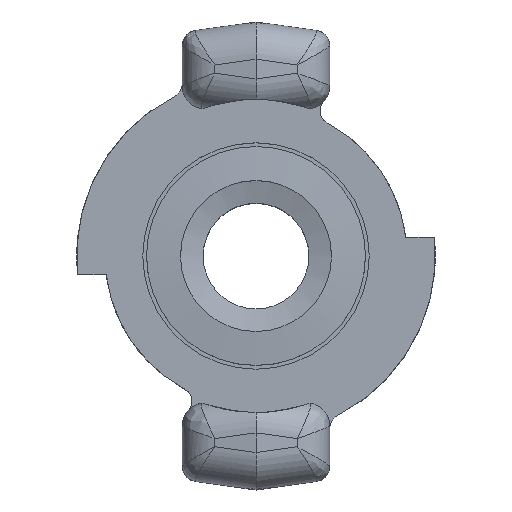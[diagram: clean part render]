
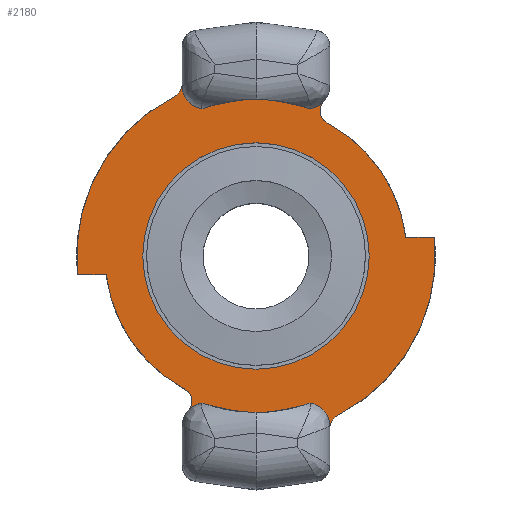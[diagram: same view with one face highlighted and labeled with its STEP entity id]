
A CAD part, top view. The second image highlights one B-rep face of the part: STEP entity #2180.
In plain terms, the highlighted planar face has unit normal (0, 0, 1).
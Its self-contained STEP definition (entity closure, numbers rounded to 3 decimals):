
#206=FACE_BOUND('',#406,.T.);
#215=PLANE('',#2371);
#278=FACE_OUTER_BOUND('',#405,.T.);
#405=EDGE_LOOP('',(#1561,#1562,#1563,#1564,#1565,#1566,#1567,#1568,#1569,
#1570,#1571,#1572,#1573,#1574,#1575,#1576,#1577,#1578));
#406=EDGE_LOOP('',(#1579,#1580));
#537=LINE('',#4158,#653);
#538=LINE('',#4162,#654);
#539=LINE('',#4167,#655);
#540=LINE('',#4173,#656);
#541=LINE('',#4177,#657);
#542=LINE('',#4182,#658);
#653=VECTOR('',#2742,10.);
#654=VECTOR('',#2745,10.);
#655=VECTOR('',#2750,10.);
#656=VECTOR('',#2755,10.);
#657=VECTOR('',#2758,10.);
#658=VECTOR('',#2763,10.);
#745=CIRCLE('',#2312,20.);
#747=CIRCLE('',#2314,20.);
#769=CIRCLE('',#2372,25.5);
#770=CIRCLE('',#2373,2.);
#771=CIRCLE('',#2374,23.75);
#772=CIRCLE('',#2375,1.835);
#773=CIRCLE('',#2376,3.);
#774=CIRCLE('',#2377,25.5);
#775=CIRCLE('',#2378,2.);
#776=CIRCLE('',#2379,23.75);
#777=CIRCLE('',#2380,1.835);
#778=CIRCLE('',#2381,3.);
#779=CIRCLE('',#2382,15.);
#780=CIRCLE('',#2383,15.);
#864=VERTEX_POINT('',#3461);
#865=VERTEX_POINT('',#3463);
#868=VERTEX_POINT('',#3487);
#869=VERTEX_POINT('',#3489);
#944=VERTEX_POINT('',#4156);
#945=VERTEX_POINT('',#4157);
#946=VERTEX_POINT('',#4159);
#947=VERTEX_POINT('',#4161);
#948=VERTEX_POINT('',#4163);
#949=VERTEX_POINT('',#4165);
#950=VERTEX_POINT('',#4168);
#951=VERTEX_POINT('',#4170);
#952=VERTEX_POINT('',#4172);
#953=VERTEX_POINT('',#4174);
#954=VERTEX_POINT('',#4176);
#955=VERTEX_POINT('',#4178);
#956=VERTEX_POINT('',#4180);
#957=VERTEX_POINT('',#4183);
#958=VERTEX_POINT('',#4186);
#959=VERTEX_POINT('',#4187);
#1076=EDGE_CURVE('',#864,#865,#745,.T.);
#1081=EDGE_CURVE('',#868,#869,#747,.T.);
#1179=EDGE_CURVE('',#944,#945,#537,.T.);
#1180=EDGE_CURVE('',#944,#946,#769,.T.);
#1181=EDGE_CURVE('',#947,#946,#538,.T.);
#1182=EDGE_CURVE('',#948,#947,#770,.T.);
#1183=EDGE_CURVE('',#949,#948,#771,.T.);
#1184=EDGE_CURVE('',#865,#949,#539,.T.);
#1185=EDGE_CURVE('',#950,#864,#772,.T.);
#1186=EDGE_CURVE('',#951,#950,#773,.T.);
#1187=EDGE_CURVE('',#952,#951,#540,.T.);
#1188=EDGE_CURVE('',#952,#953,#774,.T.);
#1189=EDGE_CURVE('',#954,#953,#541,.T.);
#1190=EDGE_CURVE('',#955,#954,#775,.T.);
#1191=EDGE_CURVE('',#956,#955,#776,.T.);
#1192=EDGE_CURVE('',#869,#956,#542,.T.);
#1193=EDGE_CURVE('',#957,#868,#777,.T.);
#1194=EDGE_CURVE('',#945,#957,#778,.T.);
#1195=EDGE_CURVE('',#958,#959,#779,.T.);
#1196=EDGE_CURVE('',#959,#958,#780,.T.);
#1561=ORIENTED_EDGE('',*,*,#1179,.F.);
#1562=ORIENTED_EDGE('',*,*,#1180,.T.);
#1563=ORIENTED_EDGE('',*,*,#1181,.F.);
#1564=ORIENTED_EDGE('',*,*,#1182,.F.);
#1565=ORIENTED_EDGE('',*,*,#1183,.F.);
#1566=ORIENTED_EDGE('',*,*,#1184,.F.);
#1567=ORIENTED_EDGE('',*,*,#1076,.F.);
#1568=ORIENTED_EDGE('',*,*,#1185,.F.);
#1569=ORIENTED_EDGE('',*,*,#1186,.F.);
#1570=ORIENTED_EDGE('',*,*,#1187,.F.);
#1571=ORIENTED_EDGE('',*,*,#1188,.T.);
#1572=ORIENTED_EDGE('',*,*,#1189,.F.);
#1573=ORIENTED_EDGE('',*,*,#1190,.F.);
#1574=ORIENTED_EDGE('',*,*,#1191,.F.);
#1575=ORIENTED_EDGE('',*,*,#1192,.F.);
#1576=ORIENTED_EDGE('',*,*,#1081,.F.);
#1577=ORIENTED_EDGE('',*,*,#1193,.F.);
#1578=ORIENTED_EDGE('',*,*,#1194,.F.);
#1579=ORIENTED_EDGE('',*,*,#1195,.F.);
#1580=ORIENTED_EDGE('',*,*,#1196,.F.);
#2180=ADVANCED_FACE('',(#278,#206),#215,.F.);
#2312=AXIS2_PLACEMENT_3D('',#3464,#2593,#2594);
#2314=AXIS2_PLACEMENT_3D('',#3490,#2599,#2600);
#2371=AXIS2_PLACEMENT_3D('',#4155,#2740,#2741);
#2372=AXIS2_PLACEMENT_3D('',#4160,#2743,#2744);
#2373=AXIS2_PLACEMENT_3D('',#4164,#2746,#2747);
#2374=AXIS2_PLACEMENT_3D('',#4166,#2748,#2749);
#2375=AXIS2_PLACEMENT_3D('',#4169,#2751,#2752);
#2376=AXIS2_PLACEMENT_3D('',#4171,#2753,#2754);
#2377=AXIS2_PLACEMENT_3D('',#4175,#2756,#2757);
#2378=AXIS2_PLACEMENT_3D('',#4179,#2759,#2760);
#2379=AXIS2_PLACEMENT_3D('',#4181,#2761,#2762);
#2380=AXIS2_PLACEMENT_3D('',#4184,#2764,#2765);
#2381=AXIS2_PLACEMENT_3D('',#4185,#2766,#2767);
#2382=AXIS2_PLACEMENT_3D('',#4188,#2768,#2769);
#2383=AXIS2_PLACEMENT_3D('',#4189,#2770,#2771);
#2593=DIRECTION('center_axis',(0.,0.,-1.));
#2594=DIRECTION('ref_axis',(0.,1.,0.));
#2599=DIRECTION('center_axis',(0.,0.,-1.));
#2600=DIRECTION('ref_axis',(0.,1.,0.));
#2740=DIRECTION('center_axis',(0.,0.,-1.));
#2741=DIRECTION('ref_axis',(-1.,0.,0.));
#2742=DIRECTION('',(0.,-1.,0.));
#2743=DIRECTION('center_axis',(0.,0.,1.));
#2744=DIRECTION('ref_axis',(-1.,0.,0.));
#2745=DIRECTION('',(0.,1.,0.));
#2746=DIRECTION('center_axis',(0.,0.,1.));
#2747=DIRECTION('ref_axis',(0.853,-0.521,0.));
#2748=DIRECTION('center_axis',(0.,0.,-1.));
#2749=DIRECTION('ref_axis',(-0.411,0.912,0.));
#2750=DIRECTION('',(-1.,0.,0.));
#2751=DIRECTION('center_axis',(0.,0.,1.));
#2752=DIRECTION('ref_axis',(0.741,-0.671,0.));
#2753=DIRECTION('center_axis',(0.,0.,-1.));
#2754=DIRECTION('ref_axis',(-0.755,0.656,0.));
#2755=DIRECTION('',(0.,1.,0.));
#2756=DIRECTION('center_axis',(0.,0.,1.));
#2757=DIRECTION('ref_axis',(-1.,0.,0.));
#2758=DIRECTION('',(0.,-1.,0.));
#2759=DIRECTION('center_axis',(0.,0.,1.));
#2760=DIRECTION('ref_axis',(-0.853,0.521,0.));
#2761=DIRECTION('center_axis',(0.,0.,-1.));
#2762=DIRECTION('ref_axis',(0.411,-0.912,0.));
#2763=DIRECTION('',(1.,0.,0.));
#2764=DIRECTION('center_axis',(0.,0.,1.));
#2765=DIRECTION('ref_axis',(-0.741,0.671,0.));
#2766=DIRECTION('center_axis',(0.,0.,-1.));
#2767=DIRECTION('ref_axis',(0.755,-0.656,0.));
#2768=DIRECTION('center_axis',(0.,0.,1.));
#2769=DIRECTION('ref_axis',(-1.,0.,0.));
#2770=DIRECTION('center_axis',(0.,0.,1.));
#2771=DIRECTION('ref_axis',(-1.,0.,0.));
#3461=CARTESIAN_POINT('',(-9.466,-17.618,-5.114));
#3463=CARTESIAN_POINT('',(-19.843,-2.5,-5.114));
#3464=CARTESIAN_POINT('Origin',(0.,0.,-5.114));
#3487=CARTESIAN_POINT('',(9.466,17.618,-5.114));
#3489=CARTESIAN_POINT('',(19.843,2.5,-5.114));
#3490=CARTESIAN_POINT('Origin',(0.,0.,-5.114));
#4155=CARTESIAN_POINT('Origin',(-20.25,0.,-5.114));
#4156=CARTESIAN_POINT('',(9.75,23.562,-5.114));
#4157=CARTESIAN_POINT('',(9.75,22.478,-5.114));
#4158=CARTESIAN_POINT('',(9.75,15.5,-5.114));
#4159=CARTESIAN_POINT('',(-9.75,23.562,-5.114));
#4160=CARTESIAN_POINT('Origin',(0.,0.,-5.114));
#4161=CARTESIAN_POINT('',(-9.75,22.913,-5.114));
#4162=CARTESIAN_POINT('',(-9.75,-15.5,-5.114));
#4163=CARTESIAN_POINT('',(-10.837,21.133,-5.114));
#4164=CARTESIAN_POINT('Origin',(-11.75,22.913,-5.114));
#4165=CARTESIAN_POINT('',(-23.618,-2.5,-5.114));
#4166=CARTESIAN_POINT('Origin',(0.,0.,-5.114));
#4167=CARTESIAN_POINT('',(-10.125,-2.5,-5.114));
#4168=CARTESIAN_POINT('',(-8.974,-20.465,-5.114));
#4169=CARTESIAN_POINT('Origin',(-10.335,-19.234,-5.114));
#4170=CARTESIAN_POINT('',(-9.75,-22.478,-5.114));
#4171=CARTESIAN_POINT('Origin',(-6.75,-22.478,-5.114));
#4172=CARTESIAN_POINT('',(-9.75,-23.562,-5.114));
#4173=CARTESIAN_POINT('',(-9.75,-15.5,-5.114));
#4174=CARTESIAN_POINT('',(9.75,-23.562,-5.114));
#4175=CARTESIAN_POINT('Origin',(0.,0.,-5.114));
#4176=CARTESIAN_POINT('',(9.75,-22.913,-5.114));
#4177=CARTESIAN_POINT('',(9.75,15.5,-5.114));
#4178=CARTESIAN_POINT('',(10.837,-21.133,-5.114));
#4179=CARTESIAN_POINT('Origin',(11.75,-22.913,-5.114));
#4180=CARTESIAN_POINT('',(23.618,2.5,-5.114));
#4181=CARTESIAN_POINT('Origin',(0.,0.,-5.114));
#4182=CARTESIAN_POINT('',(-10.125,2.5,-5.114));
#4183=CARTESIAN_POINT('',(8.974,20.465,-5.114));
#4184=CARTESIAN_POINT('Origin',(10.335,19.234,-5.114));
#4185=CARTESIAN_POINT('Origin',(6.75,22.478,-5.114));
#4186=CARTESIAN_POINT('',(-15.,0.,-5.114));
#4187=CARTESIAN_POINT('',(15.,0.,-5.114));
#4188=CARTESIAN_POINT('Origin',(0.,0.,-5.114));
#4189=CARTESIAN_POINT('Origin',(0.,0.,-5.114));
